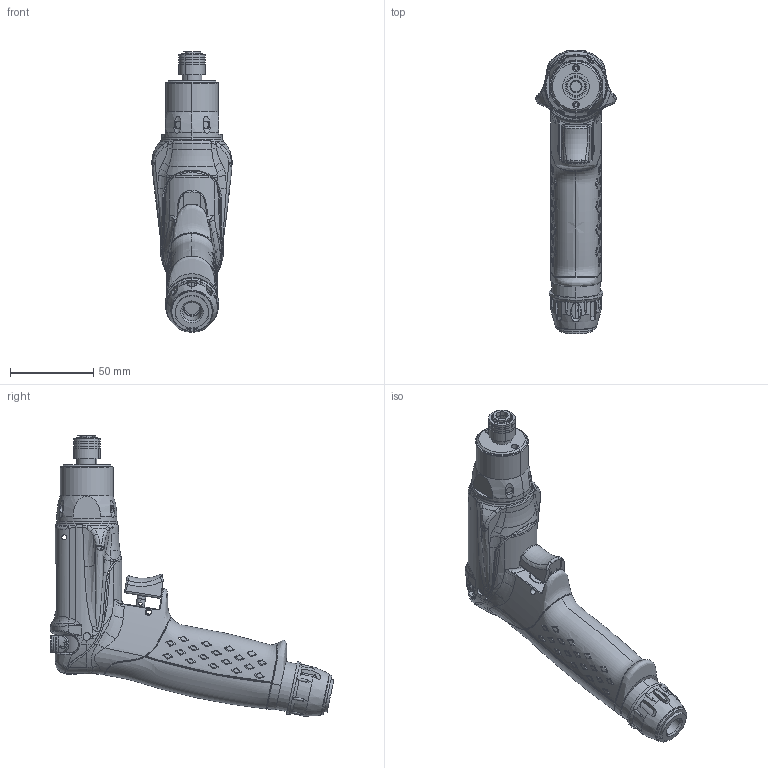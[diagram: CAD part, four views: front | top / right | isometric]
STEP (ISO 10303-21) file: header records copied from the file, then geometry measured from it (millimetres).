
FILE_DESCRIPTION((''),'2;1');
FILE_NAME('TMP164434_SW','2011-10-03T',('tooextcsr'),(''),'PRO/ENGINEER BY PARAMETRIC TECHNOLOGY CORPORATION, 2008310','PRO/ENGINEER BY PARAMETRIC TECHNOLOGY CORPORATION, 2008310','');
FILE_SCHEMA(('CONFIG_CONTROL_DESIGN', 'GEOMETRIC_VALIDATION_PROPERTIES_MIM'));
Length unit declared in the file: millimetre
Products named in the file (1): TMP164434_SW
Bounding box: 48.05 x 170.1 x 168.11 mm (x, y, z)
Surface area: 47183.8 mm2 (no closed solid volume)
Topology: 0 solids, 50 shells, 962 faces, 4047 edges, 2940 vertices
Faces by surface type: bspline 529, plane 162, cylinder 146, cone 56, torus 45, extrusion 16, revolution 4, sphere 4
Entity records: 233454 total; most frequent: CARTESIAN_POINT 201735, ORIENTED_EDGE 6033, EDGE_CURVE 4027, VERTEX_POINT 2938, B_SPLINE_CURVE_WITH_KNOTS 2778, DIRECTION 2740, AXIS2_PLACEMENT_3D 1038, EDGE_LOOP 1037
